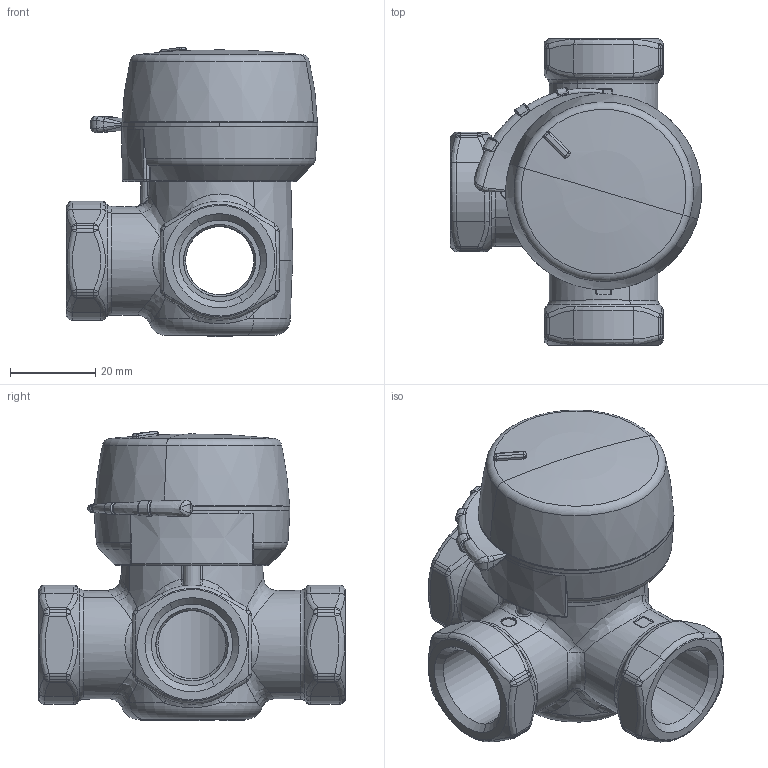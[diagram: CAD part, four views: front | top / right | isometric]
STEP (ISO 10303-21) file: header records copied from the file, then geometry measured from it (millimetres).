
FILE_DESCRIPTION(('CATIA V5 STEP Exchange'),'2;1');
FILE_NAME('VRG X3X DN15.stp','2008-05-23T06:26:34+00:00',('none'),('none'),'CATIA Version 5 Release 16 (IN-10)','CATIA V5 STEP AP214','none');
FILE_SCHEMA(('AUTOMOTIVE_DESIGN { 1 0 10303 214 1 1 1 1 }'));
Products named in the file (5): VRG X3X DN15; 7000-01; 7034-01; 7040-01; 7039-01
Assembly tree (4 placements, depth 2):
  VRG X3X DN15
    7000-01
    7034-01
    7040-01
    7039-01
Bounding box: 59 x 72 x 67.87 mm (x, y, z)
Volume: 53730.2 mm3; surface area: 44246.3 mm2
Topology: 5 solids, 5 shells, 1120 faces, 2910 edges, 1772 vertices
Faces by surface type: plane 372, cylinder 247, bspline 178, cone 121, torus 101, sphere 69, revolution 22, extrusion 10
Entity records: 43389 total; most frequent: CARTESIAN_POINT 20018, ORIENTED_EDGE 5684, DIRECTION 3264, EDGE_CURVE 2801, VERTEX_POINT 1741, AXIS2_PLACEMENT_3D 1476, EDGE_LOOP 1176, ADVANCED_FACE 1120
